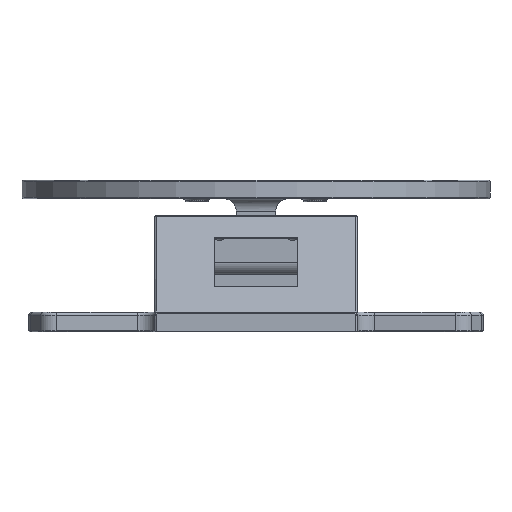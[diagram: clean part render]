
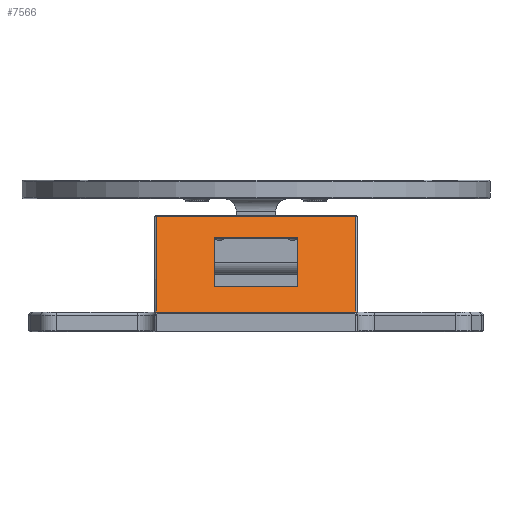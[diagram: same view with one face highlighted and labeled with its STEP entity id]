
A CAD part, left-side view. The second image highlights one B-rep face of the part: STEP entity #7566.
In plain terms, the highlighted planar face has unit normal (-0.938, 0, 0.347).
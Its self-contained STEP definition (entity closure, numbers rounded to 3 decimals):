
#394=FACE_BOUND('',#2955,.T.);
#709=LINE('',#13748,#1201);
#769=LINE('',#13961,#1261);
#773=LINE('',#13977,#1265);
#774=LINE('',#13978,#1266);
#775=LINE('',#13981,#1267);
#776=LINE('',#13983,#1268);
#777=LINE('',#13985,#1269);
#778=LINE('',#13986,#1270);
#1201=VECTOR('',#10564,10.);
#1261=VECTOR('',#10712,10.);
#1265=VECTOR('',#10730,10.);
#1266=VECTOR('',#10731,10.);
#1267=VECTOR('',#10732,10.);
#1268=VECTOR('',#10733,10.);
#1269=VECTOR('',#10734,10.);
#1270=VECTOR('',#10735,10.);
#1473=PLANE('',#8532);
#2448=FACE_OUTER_BOUND('',#2954,.T.);
#2954=EDGE_LOOP('',(#6632,#6633,#6634,#6635));
#2955=EDGE_LOOP('',(#6636,#6637,#6638,#6639));
#3616=VERTEX_POINT('',#13745);
#3617=VERTEX_POINT('',#13747);
#3688=VERTEX_POINT('',#13959);
#3693=VERTEX_POINT('',#13976);
#3694=VERTEX_POINT('',#13979);
#3695=VERTEX_POINT('',#13980);
#3696=VERTEX_POINT('',#13982);
#3697=VERTEX_POINT('',#13984);
#4613=EDGE_CURVE('',#3617,#3616,#709,.T.);
#4703=EDGE_CURVE('',#3688,#3616,#769,.T.);
#4711=EDGE_CURVE('',#3693,#3688,#773,.T.);
#4712=EDGE_CURVE('',#3617,#3693,#774,.T.);
#4713=EDGE_CURVE('',#3694,#3695,#775,.T.);
#4714=EDGE_CURVE('',#3695,#3696,#776,.T.);
#4715=EDGE_CURVE('',#3696,#3697,#777,.T.);
#4716=EDGE_CURVE('',#3697,#3694,#778,.T.);
#6632=ORIENTED_EDGE('',*,*,#4703,.F.);
#6633=ORIENTED_EDGE('',*,*,#4711,.F.);
#6634=ORIENTED_EDGE('',*,*,#4712,.F.);
#6635=ORIENTED_EDGE('',*,*,#4613,.T.);
#6636=ORIENTED_EDGE('',*,*,#4713,.T.);
#6637=ORIENTED_EDGE('',*,*,#4714,.T.);
#6638=ORIENTED_EDGE('',*,*,#4715,.T.);
#6639=ORIENTED_EDGE('',*,*,#4716,.T.);
#7566=ADVANCED_FACE('',(#2448,#394),#1473,.T.);
#8532=AXIS2_PLACEMENT_3D('',#13975,#10728,#10729);
#10564=DIRECTION('',(0.,-1.,0.));
#10712=DIRECTION('',(-0.347,0.,-0.938));
#10728=DIRECTION('center_axis',(-0.938,0.,0.347));
#10729=DIRECTION('ref_axis',(0.347,0.,0.938));
#10730=DIRECTION('',(0.,-1.,0.));
#10731=DIRECTION('',(0.347,0.,0.938));
#10732=DIRECTION('',(0.,1.,0.));
#10733=DIRECTION('',(0.347,0.,0.938));
#10734=DIRECTION('',(0.,-1.,0.));
#10735=DIRECTION('',(-0.347,0.,-0.938));
#13745=CARTESIAN_POINT('',(0.,18.1,-36.3));
#13747=CARTESIAN_POINT('',(0.,81.9,-36.3));
#13748=CARTESIAN_POINT('',(0.,50.,-36.3));
#13959=CARTESIAN_POINT('',(11.342,18.1,-5.639));
#13961=CARTESIAN_POINT('',(4.471,18.1,-24.214));
#13975=CARTESIAN_POINT('Origin',(0.,50.,-36.3));
#13976=CARTESIAN_POINT('',(11.342,81.9,-5.639));
#13977=CARTESIAN_POINT('',(11.342,50.,-5.639));
#13978=CARTESIAN_POINT('',(4.471,81.9,-24.214));
#13979=CARTESIAN_POINT('',(3.004,36.65,-28.18));
#13980=CARTESIAN_POINT('',(3.004,63.35,-28.18));
#13981=CARTESIAN_POINT('',(3.004,43.325,-28.18));
#13982=CARTESIAN_POINT('',(8.818,63.35,-12.461));
#13983=CARTESIAN_POINT('',(1.502,63.35,-32.24));
#13984=CARTESIAN_POINT('',(8.818,36.65,-12.461));
#13985=CARTESIAN_POINT('',(8.818,56.675,-12.461));
#13986=CARTESIAN_POINT('',(4.409,36.65,-24.381));
